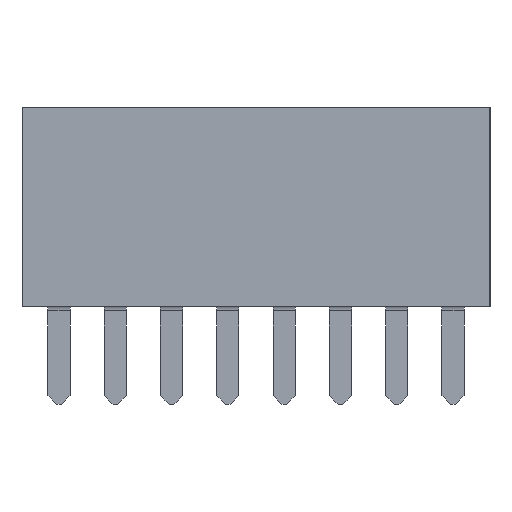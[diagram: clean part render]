
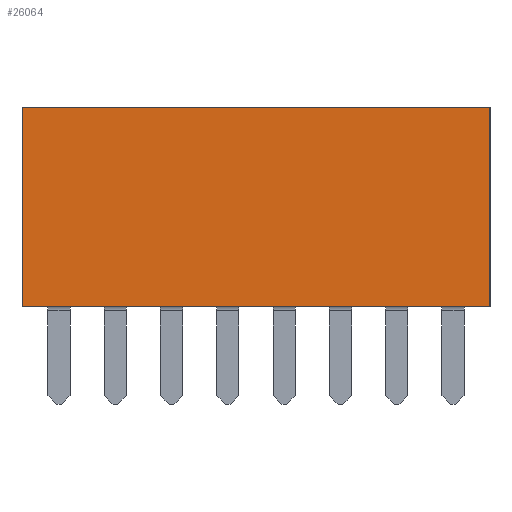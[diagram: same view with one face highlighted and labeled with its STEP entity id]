
A CAD part, front view. The second image highlights one B-rep face of the part: STEP entity #26064.
In plain terms, the highlighted face is planar.
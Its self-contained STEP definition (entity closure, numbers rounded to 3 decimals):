
#8544=ORIENTED_EDGE('',*,*,#12848,.T.);
#8545=ORIENTED_EDGE('',*,*,#12849,.T.);
#8546=ORIENTED_EDGE('',*,*,#12850,.T.);
#8547=ORIENTED_EDGE('',*,*,#12851,.T.);
#12848=EDGE_CURVE('',#15336,#15337,#18008,.T.);
#12849=EDGE_CURVE('',#15337,#15338,#18009,.T.);
#12850=EDGE_CURVE('',#15338,#15339,#18010,.T.);
#12851=EDGE_CURVE('',#15339,#15336,#18011,.T.);
#15336=VERTEX_POINT('',#43880);
#15337=VERTEX_POINT('',#43881);
#15338=VERTEX_POINT('',#43883);
#15339=VERTEX_POINT('',#43885);
#18008=LINE('',#43879,#20752);
#18009=LINE('',#43882,#20753);
#18010=LINE('',#43884,#20754);
#18011=LINE('',#43886,#20755);
#20752=VECTOR('',#35651,1000.);
#20753=VECTOR('',#35652,1000.);
#20754=VECTOR('',#35653,1000.);
#20755=VECTOR('',#35654,1000.);
#22226=EDGE_LOOP('',(#8544,#8545,#8546,#8547));
#23676=FACE_BOUND('',#22226,.T.);
#24646=PLANE('',#28506);
#26064=ADVANCED_FACE('',(#23676),#24646,.T.);
#28506=AXIS2_PLACEMENT_3D('',#43878,#35649,#35650);
#35649=DIRECTION('',(0.,1.,0.));
#35650=DIRECTION('',(0.,0.,1.));
#35651=DIRECTION('',(0.,0.,1.));
#35652=DIRECTION('',(1.,0.,0.));
#35653=DIRECTION('',(0.,0.,-1.));
#35654=DIRECTION('',(-1.,0.,0.));
#43878=CARTESIAN_POINT('',(0.,1.5,0.));
#43879=CARTESIAN_POINT('',(-5.28,1.5,-2.25));
#43880=CARTESIAN_POINT('',(-5.28,1.5,-2.25));
#43881=CARTESIAN_POINT('',(-5.28,1.5,2.25));
#43882=CARTESIAN_POINT('',(-5.28,1.5,2.25));
#43883=CARTESIAN_POINT('',(5.28,1.5,2.25));
#43884=CARTESIAN_POINT('',(5.28,1.5,2.25));
#43885=CARTESIAN_POINT('',(5.28,1.5,-2.25));
#43886=CARTESIAN_POINT('',(5.28,1.5,-2.25));
